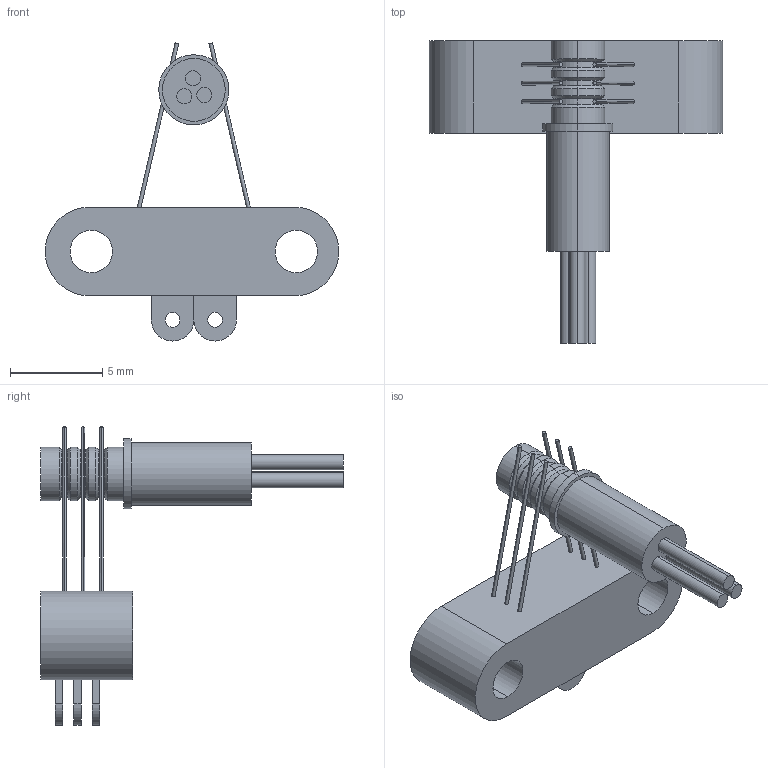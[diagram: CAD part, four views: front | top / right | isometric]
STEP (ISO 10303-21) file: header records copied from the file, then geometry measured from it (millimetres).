
FILE_DESCRIPTION (( 'STEP AP203' ), '1' );
FILE_NAME ('RSP103.STEP', '2020-07-14T07:33:23', ( '微软用户' ), ( '微软中国' ), 'SwSTEP 2.0', 'SolidWorks 2014', '' );
FILE_SCHEMA (( 'CONFIG_CONTROL_DESIGN' ));
Length unit declared in the file: millimetre
Products named in the file (1): RSP103
Bounding box: 15.9 x 16.4 x 16.14 mm (x, y, z)
Volume: 422 mm3; surface area: 632.7 mm2
Topology: 2 solids, 2 shells, 93 faces, 201 edges, 126 vertices
Faces by surface type: cylinder 52, plane 29, cone 12
Entity records: 2630 total; most frequent: DIRECTION 469, CARTESIAN_POINT 457, ORIENTED_EDGE 402, EDGE_CURVE 201, AXIS2_PLACEMENT_3D 186, VERTEX_POINT 126, EDGE_LOOP 117, LINE 97
